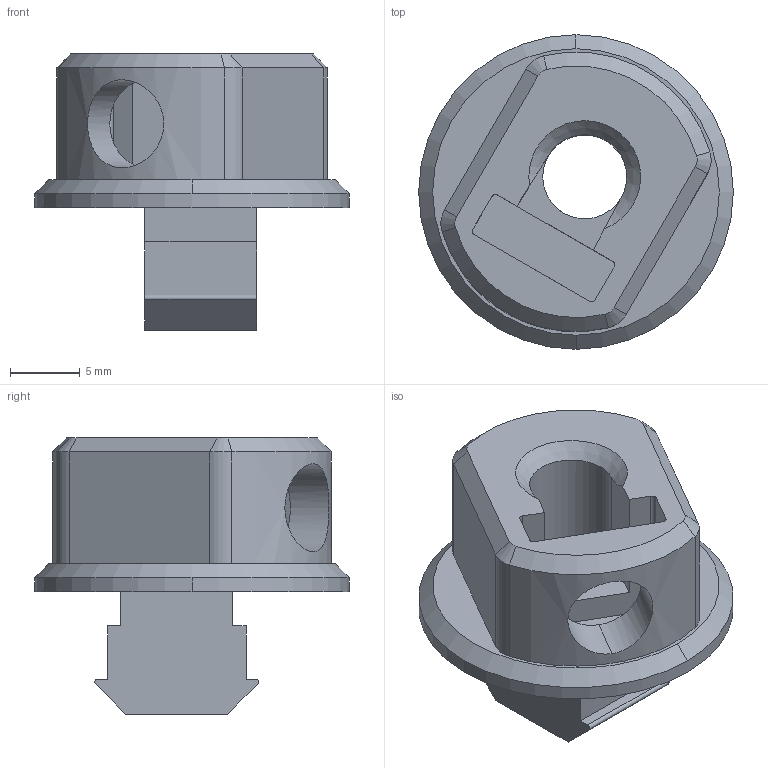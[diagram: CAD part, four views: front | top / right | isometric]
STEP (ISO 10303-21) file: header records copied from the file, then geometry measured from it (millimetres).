
FILE_DESCRIPTION (( 'STEP AP203' ), '1' );
FILE_NAME ('3_842_515_244_Bosch.step', '2024-06-10T09:00:54', ( '' ), ( '' ), 'SwSTEP 2.0', 'SolidWorks 2014', '' );
FILE_SCHEMA (( 'CONFIG_CONTROL_DESIGN' ));
Length unit declared in the file: millimetre
Products named in the file (1): 3_842_515_244_Bosch
Bounding box: 22.5 x 22.5 x 19.75 mm (x, y, z)
Volume: 2694.6 mm3; surface area: 2257.2 mm2
Topology: 1 solids, 1 shells, 57 faces, 149 edges, 96 vertices
Faces by surface type: plane 28, cylinder 20, cone 9
Entity records: 1882 total; most frequent: CARTESIAN_POINT 356, DIRECTION 310, ORIENTED_EDGE 298, EDGE_CURVE 149, AXIS2_PLACEMENT_3D 107, VERTEX_POINT 96, LINE 96, VECTOR 96
